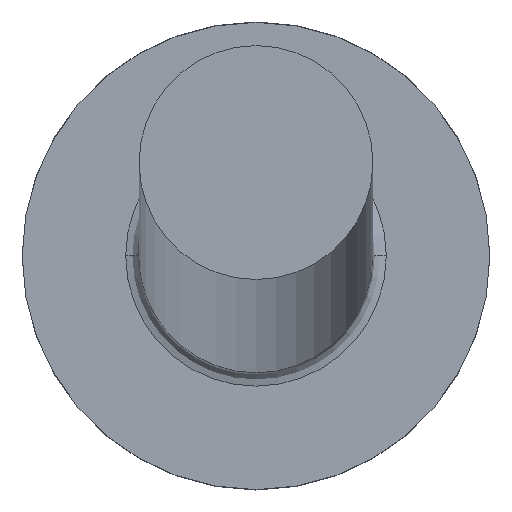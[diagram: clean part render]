
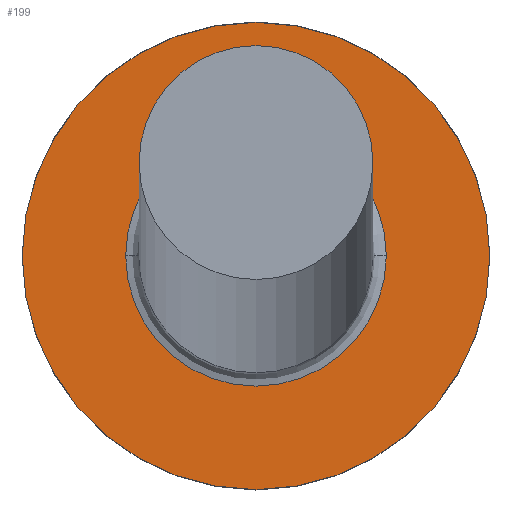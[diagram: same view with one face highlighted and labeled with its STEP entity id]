
A CAD part, top view. The second image highlights one B-rep face of the part: STEP entity #199.
In plain terms, the highlighted planar face has unit normal (0, 0, 1).
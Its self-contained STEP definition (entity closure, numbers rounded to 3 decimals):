
#1 = EDGE_LOOP ( 'NONE', ( #81, #68 ) ) ;
#7 = AXIS2_PLACEMENT_3D ( 'NONE', #300, #267, #275 ) ;
#17 = PLANE ( 'NONE',  #255 ) ;
#38 = FACE_BOUND ( 'NONE', #1, .T. ) ;
#44 = EDGE_CURVE ( 'NONE', #47, #48, #303, .T. ) ;
#47 = VERTEX_POINT ( 'NONE', #124 ) ;
#48 = VERTEX_POINT ( 'NONE', #201 ) ;
#51 = DIRECTION ( 'NONE',  ( 1., 0., 0. ) ) ;
#53 = EDGE_CURVE ( 'NONE', #121, #197, #206, .T. ) ;
#68 = ORIENTED_EDGE ( 'NONE', *, *, #44, .T. ) ;
#81 = ORIENTED_EDGE ( 'NONE', *, *, #287, .T. ) ;
#90 = AXIS2_PLACEMENT_3D ( 'NONE', #274, #270, #200 ) ;
#95 = EDGE_LOOP ( 'NONE', ( #234, #191 ) ) ;
#104 = CARTESIAN_POINT ( 'NONE',  ( 0., 0., 3. ) ) ;
#111 = CARTESIAN_POINT ( 'NONE',  ( 3.5, 0., 3. ) ) ;
#121 = VERTEX_POINT ( 'NONE', #297 ) ;
#124 = CARTESIAN_POINT ( 'NONE',  ( -1.95, 0., 3. ) ) ;
#131 = CARTESIAN_POINT ( 'NONE',  ( 0., 0., 3. ) ) ;
#134 = FACE_OUTER_BOUND ( 'NONE', #95, .T. ) ;
#147 = CIRCLE ( 'NONE', #299, 1.95 ) ;
#159 = DIRECTION ( 'NONE',  ( 1., 0., 0. ) ) ;
#173 = CARTESIAN_POINT ( 'NONE',  ( 0., 0., 3. ) ) ;
#181 = DIRECTION ( 'NONE',  ( 0., 0., -1. ) ) ;
#191 = ORIENTED_EDGE ( 'NONE', *, *, #257, .T. ) ;
#197 = VERTEX_POINT ( 'NONE', #111 ) ;
#199 = ADVANCED_FACE ( 'NONE', ( #38, #134 ), #17, .T. ) ;
#200 = DIRECTION ( 'NONE',  ( 1., 0., 0. ) ) ;
#201 = CARTESIAN_POINT ( 'NONE',  ( 1.95, 0., 3. ) ) ;
#203 = DIRECTION ( 'NONE',  ( 0., 0., 1. ) ) ;
#206 = CIRCLE ( 'NONE', #7, 3.5 ) ;
#234 = ORIENTED_EDGE ( 'NONE', *, *, #53, .T. ) ;
#236 = AXIS2_PLACEMENT_3D ( 'NONE', #173, #266, #51 ) ;
#242 = CIRCLE ( 'NONE', #90, 3.5 ) ;
#255 = AXIS2_PLACEMENT_3D ( 'NONE', #131, #203, #159 ) ;
#257 = EDGE_CURVE ( 'NONE', #197, #121, #242, .T. ) ;
#266 = DIRECTION ( 'NONE',  ( 0., 0., -1. ) ) ;
#267 = DIRECTION ( 'NONE',  ( 0., 0., 1. ) ) ;
#270 = DIRECTION ( 'NONE',  ( 0., 0., 1. ) ) ;
#274 = CARTESIAN_POINT ( 'NONE',  ( 0., 0., 3. ) ) ;
#275 = DIRECTION ( 'NONE',  ( 1., 0., 0. ) ) ;
#276 = DIRECTION ( 'NONE',  ( 1., 0., 0. ) ) ;
#287 = EDGE_CURVE ( 'NONE', #48, #47, #147, .T. ) ;
#297 = CARTESIAN_POINT ( 'NONE',  ( -3.5, 0., 3. ) ) ;
#299 = AXIS2_PLACEMENT_3D ( 'NONE', #104, #181, #276 ) ;
#300 = CARTESIAN_POINT ( 'NONE',  ( 0., 0., 3. ) ) ;
#303 = CIRCLE ( 'NONE', #236, 1.95 ) ;
